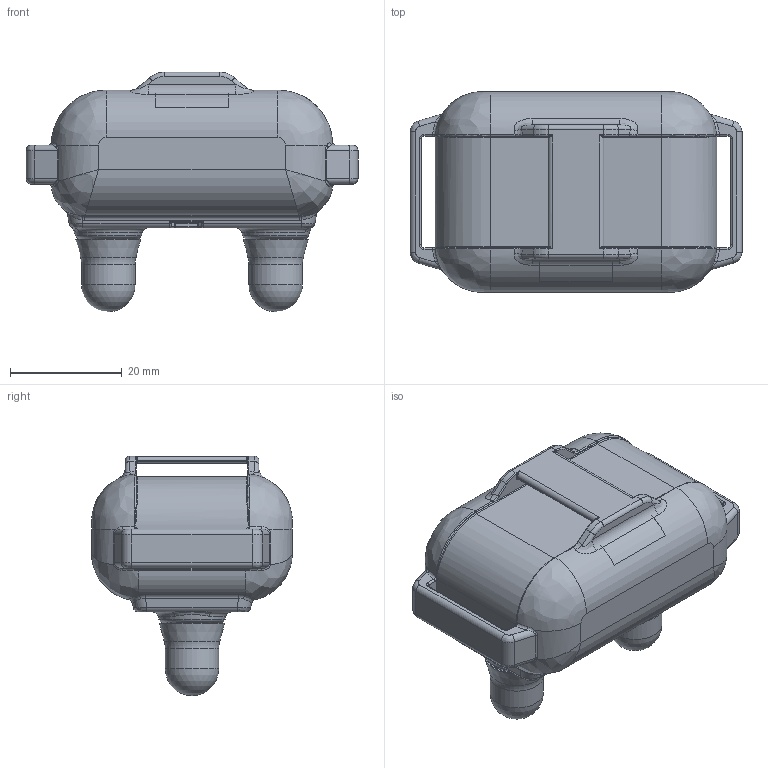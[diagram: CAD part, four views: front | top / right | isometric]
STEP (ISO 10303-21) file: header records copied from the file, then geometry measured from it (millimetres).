
FILE_DESCRIPTION(/* description */ (''),/* implementation_level */ '2;1');
FILE_NAME(/* name */ 'Shock Collar.step',/* time_stamp */ '2023-09-27T02:44:29-04:00',/* author */ (''),/* organization */ (''),/* preprocessor_version */ 'ST-DEVELOPER v20',/* originating_system */ 'Autodesk Translation Framework v12.14.0.127',/* authorisation */ '');
FILE_SCHEMA (('AUTOMOTIVE_DESIGN { 1 0 10303 214 3 1 1 }'));
Length unit declared in the file: millimetre
Products named in the file (1): PiCSUnit
Bounding box: 59.5 x 36 x 42.9 mm (x, y, z)
Volume: 40321 mm3; surface area: 9693.3 mm2
Topology: 4 solids, 4 shells, 403 faces, 988 edges, 567 vertices
Faces by surface type: cylinder 143, bspline 111, plane 70, torus 64, cone 9, sphere 6
Full cylindrical faces by diameter (mm): 1.3 x1, 3.5 x1, 6 x4, 7 x1, 9.6 x2
Entity records: 14844 total; most frequent: CARTESIAN_POINT 5887, ORIENTED_EDGE 1920, DIRECTION 1816, EDGE_CURVE 960, AXIS2_PLACEMENT_3D 764, VERTEX_POINT 567, CIRCLE 439, EDGE_LOOP 411
